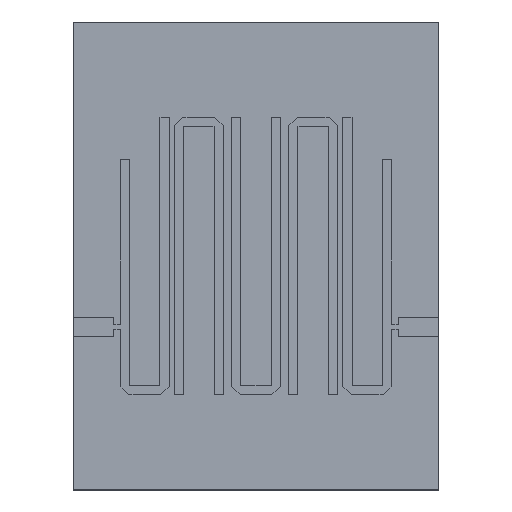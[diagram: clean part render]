
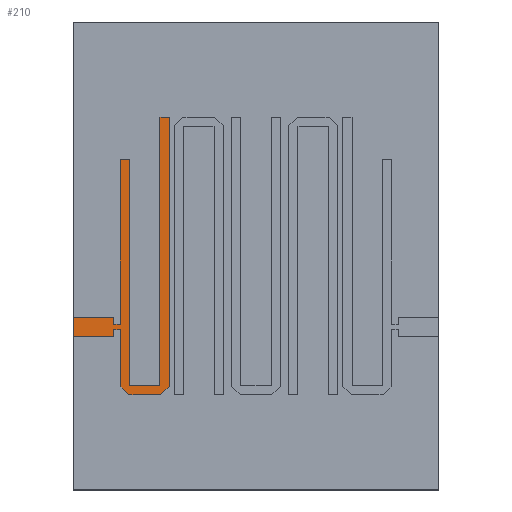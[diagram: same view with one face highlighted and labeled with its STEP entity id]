
A CAD part, top view. The second image highlights one B-rep face of the part: STEP entity #210.
In plain terms, the highlighted planar face has unit normal (0, 0, 1).
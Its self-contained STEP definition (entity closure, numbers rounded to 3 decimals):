
#210=ADVANCED_FACE('',(#573),#574,.T.);
#573=FACE_OUTER_BOUND('',#1293,.T.);
#574=PLANE('',#1294);
#1293=EDGE_LOOP('',(#2013,#2014,#2015,#2016,#2017,#2018,#2019,#2020,#2021,#2022,#2023,#2024,#2025,#2026,#2027,#2028,#2029,#2030,#2031));
#1294=AXIS2_PLACEMENT_3D('',#2032,#2033,#2034);
#2013=ORIENTED_EDGE('',*,*,#4951,.T.);
#2014=ORIENTED_EDGE('',*,*,#4952,.T.);
#2015=ORIENTED_EDGE('',*,*,#4953,.T.);
#2016=ORIENTED_EDGE('',*,*,#4954,.T.);
#2017=ORIENTED_EDGE('',*,*,#4955,.T.);
#2018=ORIENTED_EDGE('',*,*,#4956,.T.);
#2019=ORIENTED_EDGE('',*,*,#4957,.T.);
#2020=ORIENTED_EDGE('',*,*,#4958,.T.);
#2021=ORIENTED_EDGE('',*,*,#4959,.T.);
#2022=ORIENTED_EDGE('',*,*,#4960,.T.);
#2023=ORIENTED_EDGE('',*,*,#4961,.T.);
#2024=ORIENTED_EDGE('',*,*,#4962,.T.);
#2025=ORIENTED_EDGE('',*,*,#4963,.F.);
#2026=ORIENTED_EDGE('',*,*,#4964,.T.);
#2027=ORIENTED_EDGE('',*,*,#4965,.T.);
#2028=ORIENTED_EDGE('',*,*,#4966,.T.);
#2029=ORIENTED_EDGE('',*,*,#4967,.T.);
#2030=ORIENTED_EDGE('',*,*,#4968,.T.);
#2031=ORIENTED_EDGE('',*,*,#4969,.T.);
#2032=CARTESIAN_POINT('',(-4.2,0.442,0.055));
#2033=DIRECTION('',(0.0,0.0,1.0));
#2034=DIRECTION('',(1.0,0.0,0.0));
#4951=EDGE_CURVE('',#5908,#5909,#5910,.T.);
#4952=EDGE_CURVE('',#5909,#5911,#5912,.T.);
#4953=EDGE_CURVE('',#5911,#5913,#5914,.T.);
#4954=EDGE_CURVE('',#5913,#5915,#5916,.T.);
#4955=EDGE_CURVE('',#5915,#5917,#5918,.T.);
#4956=EDGE_CURVE('',#5917,#5919,#5920,.T.);
#4957=EDGE_CURVE('',#5919,#5921,#5922,.T.);
#4958=EDGE_CURVE('',#5921,#5923,#5924,.T.);
#4959=EDGE_CURVE('',#5923,#5925,#5926,.T.);
#4960=EDGE_CURVE('',#5925,#5927,#5928,.T.);
#4961=EDGE_CURVE('',#5927,#5929,#5930,.T.);
#4962=EDGE_CURVE('',#5929,#5931,#5932,.T.);
#4963=EDGE_CURVE('',#5933,#5931,#5934,.T.);
#4964=EDGE_CURVE('',#5933,#5935,#5936,.T.);
#4965=EDGE_CURVE('',#5935,#5937,#5938,.T.);
#4966=EDGE_CURVE('',#5937,#5939,#5940,.T.);
#4967=EDGE_CURVE('',#5939,#5941,#5942,.T.);
#4968=EDGE_CURVE('',#5941,#5943,#5944,.T.);
#4969=EDGE_CURVE('',#5943,#5908,#5945,.T.);
#5908=VERTEX_POINT('',#7482);
#5909=VERTEX_POINT('',#7483);
#5910=LINE('',#7484,#7485);
#5911=VERTEX_POINT('',#7486);
#5912=LINE('',#7487,#7488);
#5913=VERTEX_POINT('',#7489);
#5914=LINE('',#7490,#7491);
#5915=VERTEX_POINT('',#7492);
#5916=LINE('',#7493,#7494);
#5917=VERTEX_POINT('',#7495);
#5918=LINE('',#7496,#7497);
#5919=VERTEX_POINT('',#7498);
#5920=LINE('',#7499,#7500);
#5921=VERTEX_POINT('',#7501);
#5922=LINE('',#7502,#7503);
#5923=VERTEX_POINT('',#7504);
#5924=LINE('',#7505,#7506);
#5925=VERTEX_POINT('',#7507);
#5926=LINE('',#7508,#7509);
#5927=VERTEX_POINT('',#7510);
#5928=LINE('',#7511,#7512);
#5929=VERTEX_POINT('',#7513);
#5930=LINE('',#7514,#7515);
#5931=VERTEX_POINT('',#7516);
#5932=LINE('',#7517,#7518);
#5933=VERTEX_POINT('',#7519);
#5934=LINE('',#7520,#7521);
#5935=VERTEX_POINT('',#7522);
#5936=LINE('',#7523,#7524);
#5937=VERTEX_POINT('',#7525);
#5938=LINE('',#7526,#7527);
#5939=VERTEX_POINT('',#7528);
#5940=LINE('',#7529,#7530);
#5941=VERTEX_POINT('',#7531);
#5942=LINE('',#7532,#7533);
#5943=VERTEX_POINT('',#7534);
#5944=LINE('',#7535,#7536);
#5945=LINE('',#7537,#7538);
#7482=CARTESIAN_POINT('',(-4.347,3.095,0.055));
#7483=CARTESIAN_POINT('',(-4.347,-2.192,0.055));
#7484=CARTESIAN_POINT('',(-4.347,0.442,0.055));
#7485=VECTOR('',#10000,1.0);
#7486=CARTESIAN_POINT('',(-4.561,-2.192,0.055));
#7487=CARTESIAN_POINT('',(-4.317,-2.192,0.055));
#7488=VECTOR('',#10001,1.0);
#7489=CARTESIAN_POINT('',(-4.561,-1.957,0.055));
#7490=CARTESIAN_POINT('',(-4.561,-2.275,0.055));
#7491=VECTOR('',#10002,1.0);
#7492=CARTESIAN_POINT('',(-5.851,-1.957,0.055));
#7493=CARTESIAN_POINT('',(-5.206,-1.957,0.055));
#7494=VECTOR('',#10003,1.0);
#7495=CARTESIAN_POINT('',(-5.851,-2.593,0.055));
#7496=CARTESIAN_POINT('',(-5.851,-2.275,0.055));
#7497=VECTOR('',#10004,1.0);
#7498=CARTESIAN_POINT('',(-4.561,-2.593,0.055));
#7499=CARTESIAN_POINT('',(-5.206,-2.593,0.055));
#7500=VECTOR('',#10005,1.0);
#7501=CARTESIAN_POINT('',(-4.561,-2.359,0.055));
#7502=CARTESIAN_POINT('',(-4.561,-2.275,0.055));
#7503=VECTOR('',#10006,1.0);
#7504=CARTESIAN_POINT('',(-4.347,-2.359,0.055));
#7505=CARTESIAN_POINT('',(-4.317,-2.359,0.055));
#7506=VECTOR('',#10007,1.0);
#7507=CARTESIAN_POINT('',(-4.347,-4.195,0.055));
#7508=CARTESIAN_POINT('',(-4.347,-3.267,0.055));
#7509=VECTOR('',#10008,1.0);
#7510=CARTESIAN_POINT('',(-4.327,-4.195,0.055));
#7511=CARTESIAN_POINT('',(-4.2,-4.195,0.055));
#7512=VECTOR('',#10009,1.0);
#7513=CARTESIAN_POINT('',(-4.073,-4.449,0.055));
#7514=CARTESIAN_POINT('',(-4.347,-4.175,0.055));
#7515=VECTOR('',#10010,1.);
#7516=CARTESIAN_POINT('',(-3.057,-4.449,0.055));
#7517=CARTESIAN_POINT('',(-3.565,-4.449,0.055));
#7518=VECTOR('',#10011,1.0);
#7519=CARTESIAN_POINT('',(-2.783,-4.175,0.055));
#7520=CARTESIAN_POINT('',(-2.783,-4.175,0.055));
#7521=VECTOR('',#10012,1.);
#7522=CARTESIAN_POINT('',(-2.783,4.449,0.055));
#7523=CARTESIAN_POINT('',(-2.783,0.137,0.055));
#7524=VECTOR('',#10013,1.0);
#7525=CARTESIAN_POINT('',(-3.077,4.449,0.055));
#7526=CARTESIAN_POINT('',(-2.93,4.449,0.055));
#7527=VECTOR('',#10014,1.0);
#7528=CARTESIAN_POINT('',(-3.077,-4.155,0.055));
#7529=CARTESIAN_POINT('',(-3.077,0.137,0.055));
#7530=VECTOR('',#10015,1.0);
#7531=CARTESIAN_POINT('',(-4.053,-4.155,0.055));
#7532=CARTESIAN_POINT('',(-3.565,-4.155,0.055));
#7533=VECTOR('',#10016,1.0);
#7534=CARTESIAN_POINT('',(-4.053,3.095,0.055));
#7535=CARTESIAN_POINT('',(-4.053,0.442,0.055));
#7536=VECTOR('',#10017,1.0);
#7537=CARTESIAN_POINT('',(-4.2,3.095,0.055));
#7538=VECTOR('',#10018,1.0);
#10000=DIRECTION('',(0.0,-1.0,0.0));
#10001=DIRECTION('',(-1.0,0.0,0.0));
#10002=DIRECTION('',(0.0,1.0,0.0));
#10003=DIRECTION('',(-1.0,0.0,0.0));
#10004=DIRECTION('',(0.0,-1.0,0.0));
#10005=DIRECTION('',(1.0,0.0,0.0));
#10006=DIRECTION('',(0.0,1.0,0.0));
#10007=DIRECTION('',(1.0,0.0,0.0));
#10008=DIRECTION('',(0.0,-1.0,0.0));
#10009=DIRECTION('',(1.0,0.0,0.0));
#10010=DIRECTION('',(0.707,-0.707,0.0));
#10011=DIRECTION('',(1.0,0.0,0.0));
#10012=DIRECTION('',(-0.707,-0.707,0.0));
#10013=DIRECTION('',(0.0,1.0,0.0));
#10014=DIRECTION('',(-1.0,0.0,0.0));
#10015=DIRECTION('',(0.0,-1.0,0.0));
#10016=DIRECTION('',(-1.0,0.0,0.0));
#10017=DIRECTION('',(0.0,1.0,0.0));
#10018=DIRECTION('',(-1.0,0.0,0.0));
